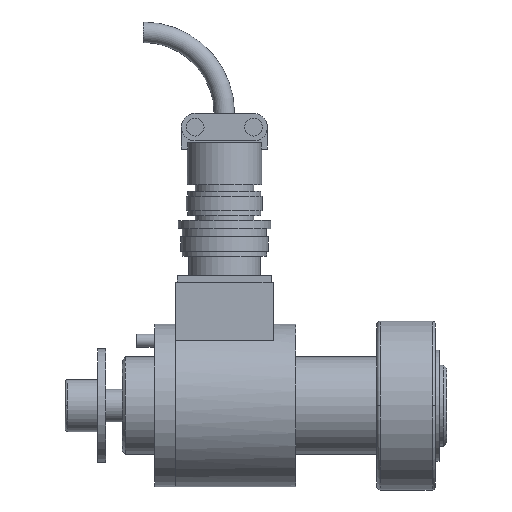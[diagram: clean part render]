
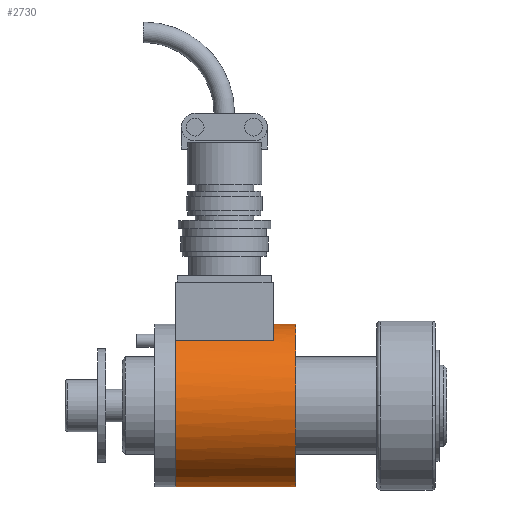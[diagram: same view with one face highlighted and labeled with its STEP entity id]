
A CAD part, top view. The second image highlights one B-rep face of the part: STEP entity #2730.
In plain terms, the highlighted cylindrical face has radius 25 mm (diameter 50 mm), a partial arc.
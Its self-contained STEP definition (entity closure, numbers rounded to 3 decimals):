
#1533=CARTESIAN_POINT('',(-18.5,-25.,0.0));
#1534=VERTEX_POINT('',#1533);
#1535=CARTESIAN_POINT('',(18.5,-25.,0.0));
#1536=VERTEX_POINT('',#1535);
#1537=CARTESIAN_POINT('',(-18.5,-25.,0.0));
#1538=DIRECTION('',(1.0,0.0,0.0));
#1539=VECTOR('',#1538,37.0);
#1540=LINE('',#1537,#1539);
#1541=EDGE_CURVE('',#1534,#1536,#1540,.T.);
#1560=CARTESIAN_POINT('',(11.7,25.,0.));
#1561=VERTEX_POINT('',#1560);
#1569=CARTESIAN_POINT('',(18.5,25.,0.));
#1570=VERTEX_POINT('',#1569);
#1571=CARTESIAN_POINT('',(11.7,25.,0.));
#1572=DIRECTION('',(1.0,0.0,0.0));
#1573=VECTOR('',#1572,6.8);
#1574=LINE('',#1571,#1573);
#1575=EDGE_CURVE('',#1561,#1570,#1574,.T.);
#2284=CARTESIAN_POINT('',(-18.5,20.0,15.));
#2285=VERTEX_POINT('',#2284);
#2293=CARTESIAN_POINT('',(-18.5,0.0,0.0));
#2294=DIRECTION('',(-1.0,0.0,0.0));
#2295=DIRECTION('',(0.0,-1.0,0.0));
#2296=AXIS2_PLACEMENT_3D('',#2293,#2294,#2295);
#2297=CIRCLE('',#2296,25.);
#2298=EDGE_CURVE('',#1534,#2285,#2297,.T.);
#2655=CARTESIAN_POINT('',(11.7,20.0,15.));
#2656=VERTEX_POINT('',#2655);
#2657=CARTESIAN_POINT('',(11.7,20.0,15.));
#2658=DIRECTION('',(-1.0,0.0,0.0));
#2659=VECTOR('',#2658,30.2);
#2660=LINE('',#2657,#2659);
#2661=EDGE_CURVE('',#2656,#2285,#2660,.T.);
#2701=CARTESIAN_POINT('',(11.7,0.0,0.0));
#2702=DIRECTION('',(1.0,0.0,0.0));
#2703=DIRECTION('',(0.0,-1.0,0.0));
#2704=AXIS2_PLACEMENT_3D('',#2701,#2702,#2703);
#2705=CIRCLE('',#2704,25.);
#2706=EDGE_CURVE('',#1561,#2656,#2705,.T.);
#2711=CARTESIAN_POINT('',(0.0,0.0,0.0));
#2712=DIRECTION('',(-1.0,0.0,0.0));
#2713=DIRECTION('',(0.0,-1.0,0.0));
#2714=AXIS2_PLACEMENT_3D('',#2711,#2712,#2713);
#2715=CYLINDRICAL_SURFACE('',#2714,25.);
#2716=ORIENTED_EDGE('',*,*,#1541,.T.);
#2717=CARTESIAN_POINT('',(18.5,0.0,0.0));
#2718=DIRECTION('',(-1.0,0.0,0.0));
#2719=DIRECTION('',(0.0,-1.0,0.0));
#2720=AXIS2_PLACEMENT_3D('',#2717,#2718,#2719);
#2721=CIRCLE('',#2720,25.);
#2722=EDGE_CURVE('',#1536,#1570,#2721,.T.);
#2723=ORIENTED_EDGE('',*,*,#2722,.T.);
#2724=ORIENTED_EDGE('',*,*,#1575,.F.);
#2725=ORIENTED_EDGE('',*,*,#2706,.T.);
#2726=ORIENTED_EDGE('',*,*,#2661,.T.);
#2727=ORIENTED_EDGE('',*,*,#2298,.F.);
#2728=EDGE_LOOP('',(#2716,#2723,#2724,#2725,#2726,#2727));
#2729=FACE_OUTER_BOUND('',#2728,.T.);
#2730=ADVANCED_FACE('',(#2729),#2715,.T.);
